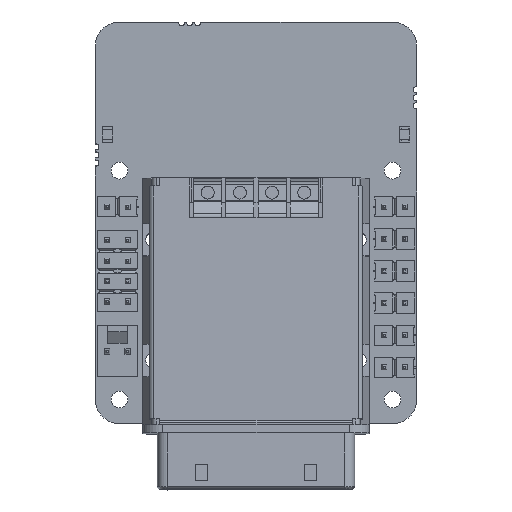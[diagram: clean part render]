
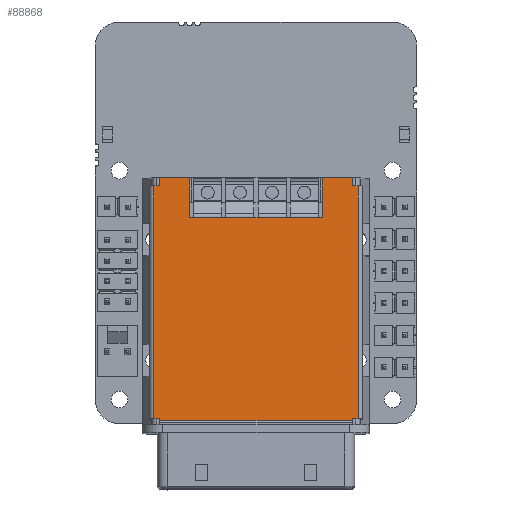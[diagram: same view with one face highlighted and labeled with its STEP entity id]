
A CAD part, top view. The second image highlights one B-rep face of the part: STEP entity #88868.
In plain terms, the highlighted face is planar.
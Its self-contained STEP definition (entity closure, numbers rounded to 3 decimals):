
#87998 = VERTEX_POINT('',#87999);
#87999 = CARTESIAN_POINT('',(-12.,3.7,-8.74));
#88005 = EDGE_CURVE('',#87998,#88006,#88008,.T.);
#88006 = VERTEX_POINT('',#88007);
#88007 = CARTESIAN_POINT('',(-12.,3.7,-8.5));
#88008 = LINE('',#88009,#88010);
#88009 = CARTESIAN_POINT('',(-12.,3.7,-8.74));
#88010 = VECTOR('',#88011,1.);
#88011 = DIRECTION('',(0.,0.,1.));
#88135 = VERTEX_POINT('',#88136);
#88136 = CARTESIAN_POINT('',(-12.745,3.7,-8.74));
#88143 = EDGE_CURVE('',#88135,#87998,#88144,.T.);
#88144 = LINE('',#88145,#88146);
#88145 = CARTESIAN_POINT('',(-12.745,3.7,-8.74));
#88146 = VECTOR('',#88147,1.);
#88147 = DIRECTION('',(1.,0.,0.));
#88169 = VERTEX_POINT('',#88170);
#88170 = CARTESIAN_POINT('',(12.,3.7,-8.74));
#88176 = EDGE_CURVE('',#88169,#88177,#88179,.T.);
#88177 = VERTEX_POINT('',#88178);
#88178 = CARTESIAN_POINT('',(12.745,3.7,-8.74));
#88179 = LINE('',#88180,#88181);
#88180 = CARTESIAN_POINT('',(12.,3.7,-8.74));
#88181 = VECTOR('',#88182,1.);
#88182 = DIRECTION('',(1.,0.,0.));
#88649 = VERTEX_POINT('',#88650);
#88650 = CARTESIAN_POINT('',(12.,3.7,-37.72));
#88726 = VERTEX_POINT('',#88727);
#88727 = CARTESIAN_POINT('',(12.745,3.7,-37.72));
#88734 = EDGE_CURVE('',#88649,#88726,#88735,.T.);
#88735 = LINE('',#88736,#88737);
#88736 = CARTESIAN_POINT('',(12.,3.7,-37.72));
#88737 = VECTOR('',#88738,1.);
#88738 = DIRECTION('',(1.,0.,0.));
#88749 = VERTEX_POINT('',#88750);
#88750 = CARTESIAN_POINT('',(-12.,3.7,-37.72));
#88756 = EDGE_CURVE('',#88757,#88749,#88759,.T.);
#88757 = VERTEX_POINT('',#88758);
#88758 = CARTESIAN_POINT('',(-12.745,3.7,-37.72));
#88759 = LINE('',#88760,#88761);
#88760 = CARTESIAN_POINT('',(-12.745,3.7,-37.72));
#88761 = VECTOR('',#88762,1.);
#88762 = DIRECTION('',(1.,0.,0.));
#88850 = EDGE_CURVE('',#88649,#88851,#88853,.T.);
#88851 = VERTEX_POINT('',#88852);
#88852 = CARTESIAN_POINT('',(12.,3.7,-38.72));
#88853 = LINE('',#88854,#88855);
#88854 = CARTESIAN_POINT('',(12.,3.7,-37.72));
#88855 = VECTOR('',#88856,1.);
#88856 = DIRECTION('',(0.,0.,-1.));
#88868 = ADVANCED_FACE('',(#88869),#89013,.T.);
#88869 = FACE_BOUND('',#88870,.F.);
#88870 = EDGE_LOOP('',(#88871,#88881,#88889,#88897,#88905,#88911,#88912,
    #88913,#88919,#88920,#88928,#88934,#88935,#88936,#88942,#88943,
    #88951,#88959,#88967,#88975,#88983,#88991,#88999,#89007));
#88871 = ORIENTED_EDGE('',*,*,#88872,.T.);
#88872 = EDGE_CURVE('',#88873,#88875,#88877,.T.);
#88873 = VERTEX_POINT('',#88874);
#88874 = CARTESIAN_POINT('',(3.745,3.7,-33.82));
#88875 = VERTEX_POINT('',#88876);
#88876 = CARTESIAN_POINT('',(4.255,3.7,-33.82));
#88877 = LINE('',#88878,#88879);
#88878 = CARTESIAN_POINT('',(3.745,3.7,-33.82));
#88879 = VECTOR('',#88880,1.);
#88880 = DIRECTION('',(1.,0.,0.));
#88881 = ORIENTED_EDGE('',*,*,#88882,.T.);
#88882 = EDGE_CURVE('',#88875,#88883,#88885,.T.);
#88883 = VERTEX_POINT('',#88884);
#88884 = CARTESIAN_POINT('',(7.745,3.7,-33.82));
#88885 = LINE('',#88886,#88887);
#88886 = CARTESIAN_POINT('',(4.255,3.7,-33.82));
#88887 = VECTOR('',#88888,1.);
#88888 = DIRECTION('',(1.,0.,0.));
#88889 = ORIENTED_EDGE('',*,*,#88890,.T.);
#88890 = EDGE_CURVE('',#88883,#88891,#88893,.T.);
#88891 = VERTEX_POINT('',#88892);
#88892 = CARTESIAN_POINT('',(8.25,3.7,-33.82));
#88893 = LINE('',#88894,#88895);
#88894 = CARTESIAN_POINT('',(7.745,3.7,-33.82));
#88895 = VECTOR('',#88896,1.);
#88896 = DIRECTION('',(1.,0.,0.));
#88897 = ORIENTED_EDGE('',*,*,#88898,.F.);
#88898 = EDGE_CURVE('',#88899,#88891,#88901,.T.);
#88899 = VERTEX_POINT('',#88900);
#88900 = CARTESIAN_POINT('',(8.25,3.7,-38.72));
#88901 = LINE('',#88902,#88903);
#88902 = CARTESIAN_POINT('',(8.25,3.7,-38.72));
#88903 = VECTOR('',#88904,1.);
#88904 = DIRECTION('',(0.,0.,1.));
#88905 = ORIENTED_EDGE('',*,*,#88906,.F.);
#88906 = EDGE_CURVE('',#88851,#88899,#88907,.T.);
#88907 = LINE('',#88908,#88909);
#88908 = CARTESIAN_POINT('',(12.,3.7,-38.72));
#88909 = VECTOR('',#88910,1.);
#88910 = DIRECTION('',(-1.,0.,0.));
#88911 = ORIENTED_EDGE('',*,*,#88850,.F.);
#88912 = ORIENTED_EDGE('',*,*,#88734,.T.);
#88913 = ORIENTED_EDGE('',*,*,#88914,.F.);
#88914 = EDGE_CURVE('',#88177,#88726,#88915,.T.);
#88915 = LINE('',#88916,#88917);
#88916 = CARTESIAN_POINT('',(12.745,3.7,-8.74));
#88917 = VECTOR('',#88918,1.);
#88918 = DIRECTION('',(0.,0.,-1.));
#88919 = ORIENTED_EDGE('',*,*,#88176,.F.);
#88920 = ORIENTED_EDGE('',*,*,#88921,.T.);
#88921 = EDGE_CURVE('',#88169,#88922,#88924,.T.);
#88922 = VERTEX_POINT('',#88923);
#88923 = CARTESIAN_POINT('',(12.,3.7,-8.5));
#88924 = LINE('',#88925,#88926);
#88925 = CARTESIAN_POINT('',(12.,3.7,-8.74));
#88926 = VECTOR('',#88927,1.);
#88927 = DIRECTION('',(0.,0.,1.));
#88928 = ORIENTED_EDGE('',*,*,#88929,.F.);
#88929 = EDGE_CURVE('',#88006,#88922,#88930,.T.);
#88930 = LINE('',#88931,#88932);
#88931 = CARTESIAN_POINT('',(-12.,3.7,-8.5));
#88932 = VECTOR('',#88933,1.);
#88933 = DIRECTION('',(1.,0.,0.));
#88934 = ORIENTED_EDGE('',*,*,#88005,.F.);
#88935 = ORIENTED_EDGE('',*,*,#88143,.F.);
#88936 = ORIENTED_EDGE('',*,*,#88937,.T.);
#88937 = EDGE_CURVE('',#88135,#88757,#88938,.T.);
#88938 = LINE('',#88939,#88940);
#88939 = CARTESIAN_POINT('',(-12.745,3.7,-8.74));
#88940 = VECTOR('',#88941,1.);
#88941 = DIRECTION('',(0.,0.,-1.));
#88942 = ORIENTED_EDGE('',*,*,#88756,.T.);
#88943 = ORIENTED_EDGE('',*,*,#88944,.F.);
#88944 = EDGE_CURVE('',#88945,#88749,#88947,.T.);
#88945 = VERTEX_POINT('',#88946);
#88946 = CARTESIAN_POINT('',(-12.,3.7,-38.72));
#88947 = LINE('',#88948,#88949);
#88948 = CARTESIAN_POINT('',(-12.,3.7,-38.72));
#88949 = VECTOR('',#88950,1.);
#88950 = DIRECTION('',(0.,0.,1.));
#88951 = ORIENTED_EDGE('',*,*,#88952,.F.);
#88952 = EDGE_CURVE('',#88953,#88945,#88955,.T.);
#88953 = VERTEX_POINT('',#88954);
#88954 = CARTESIAN_POINT('',(-8.25,3.7,-38.72));
#88955 = LINE('',#88956,#88957);
#88956 = CARTESIAN_POINT('',(-8.25,3.7,-38.72));
#88957 = VECTOR('',#88958,1.);
#88958 = DIRECTION('',(-1.,0.,0.));
#88959 = ORIENTED_EDGE('',*,*,#88960,.F.);
#88960 = EDGE_CURVE('',#88961,#88953,#88963,.T.);
#88961 = VERTEX_POINT('',#88962);
#88962 = CARTESIAN_POINT('',(-8.25,3.7,-33.82));
#88963 = LINE('',#88964,#88965);
#88964 = CARTESIAN_POINT('',(-8.25,3.7,-33.82));
#88965 = VECTOR('',#88966,1.);
#88966 = DIRECTION('',(0.,0.,-1.));
#88967 = ORIENTED_EDGE('',*,*,#88968,.T.);
#88968 = EDGE_CURVE('',#88961,#88969,#88971,.T.);
#88969 = VERTEX_POINT('',#88970);
#88970 = CARTESIAN_POINT('',(-7.745,3.7,-33.82));
#88971 = LINE('',#88972,#88973);
#88972 = CARTESIAN_POINT('',(-8.25,3.7,-33.82));
#88973 = VECTOR('',#88974,1.);
#88974 = DIRECTION('',(1.,0.,0.));
#88975 = ORIENTED_EDGE('',*,*,#88976,.T.);
#88976 = EDGE_CURVE('',#88969,#88977,#88979,.T.);
#88977 = VERTEX_POINT('',#88978);
#88978 = CARTESIAN_POINT('',(-4.255,3.7,-33.82));
#88979 = LINE('',#88980,#88981);
#88980 = CARTESIAN_POINT('',(-7.745,3.7,-33.82));
#88981 = VECTOR('',#88982,1.);
#88982 = DIRECTION('',(1.,0.,0.));
#88983 = ORIENTED_EDGE('',*,*,#88984,.T.);
#88984 = EDGE_CURVE('',#88977,#88985,#88987,.T.);
#88985 = VERTEX_POINT('',#88986);
#88986 = CARTESIAN_POINT('',(-3.745,3.7,-33.82));
#88987 = LINE('',#88988,#88989);
#88988 = CARTESIAN_POINT('',(-4.255,3.7,-33.82));
#88989 = VECTOR('',#88990,1.);
#88990 = DIRECTION('',(1.,0.,0.));
#88991 = ORIENTED_EDGE('',*,*,#88992,.T.);
#88992 = EDGE_CURVE('',#88985,#88993,#88995,.T.);
#88993 = VERTEX_POINT('',#88994);
#88994 = CARTESIAN_POINT('',(-0.255,3.7,-33.82));
#88995 = LINE('',#88996,#88997);
#88996 = CARTESIAN_POINT('',(-3.745,3.7,-33.82));
#88997 = VECTOR('',#88998,1.);
#88998 = DIRECTION('',(1.,0.,0.));
#88999 = ORIENTED_EDGE('',*,*,#89000,.T.);
#89000 = EDGE_CURVE('',#88993,#89001,#89003,.T.);
#89001 = VERTEX_POINT('',#89002);
#89002 = CARTESIAN_POINT('',(0.255,3.7,-33.82));
#89003 = LINE('',#89004,#89005);
#89004 = CARTESIAN_POINT('',(-0.255,3.7,-33.82));
#89005 = VECTOR('',#89006,1.);
#89006 = DIRECTION('',(1.,0.,0.));
#89007 = ORIENTED_EDGE('',*,*,#89008,.T.);
#89008 = EDGE_CURVE('',#89001,#88873,#89009,.T.);
#89009 = LINE('',#89010,#89011);
#89010 = CARTESIAN_POINT('',(0.255,3.7,-33.82));
#89011 = VECTOR('',#89012,1.);
#89012 = DIRECTION('',(1.,0.,0.));
#89013 = PLANE('',#89014);
#89014 = AXIS2_PLACEMENT_3D('',#89015,#89016,#89017);
#89015 = CARTESIAN_POINT('',(-12.,3.7,-8.74));
#89016 = DIRECTION('',(0.,1.,0.));
#89017 = DIRECTION('',(0.,0.,1.));
